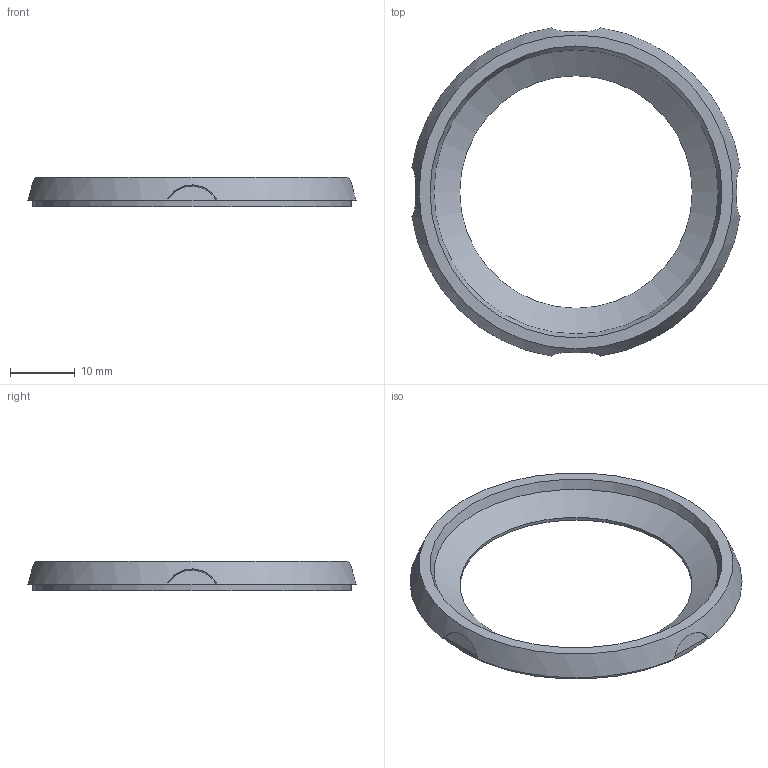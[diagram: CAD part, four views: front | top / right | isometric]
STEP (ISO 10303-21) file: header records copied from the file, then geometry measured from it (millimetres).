
FILE_DESCRIPTION(/* description */ (''),/* implementation_level */ '2;1');
FILE_NAME(/* name */ 'Bezel Top Cover v21.step',/* time_stamp */ '2022-01-10T13:24:33+01:00',/* author */ (''),/* organization */ (''),/* preprocessor_version */ 'ST-DEVELOPER v18.1',/* originating_system */ 'Autodesk Translation Framework v10.10.0.1391',/* authorisation */ '');
FILE_SCHEMA (('AUTOMOTIVE_DESIGN { 1 0 10303 214 3 1 1 }'));
Length unit declared in the file: millimetre
Products named in the file (1): Bezel Top Cover
Bounding box: 50.82 x 50.82 x 4.5 mm (x, y, z)
Volume: 2307.9 mm3; surface area: 3066.3 mm2
Topology: 1 solids, 1 shells, 21 faces, 46 edges, 30 vertices
Faces by surface type: plane 9, cone 5, bspline 4, cylinder 3
Full cylindrical faces by diameter (mm): 36 x1, 38.6 x1, 49.3 x1
Entity records: 699 total; most frequent: CARTESIAN_POINT 187, DIRECTION 106, ORIENTED_EDGE 92, AXIS2_PLACEMENT_3D 47, EDGE_CURVE 46, VERTEX_POINT 30, EDGE_LOOP 26, FACE_OUTER_BOUND 21
